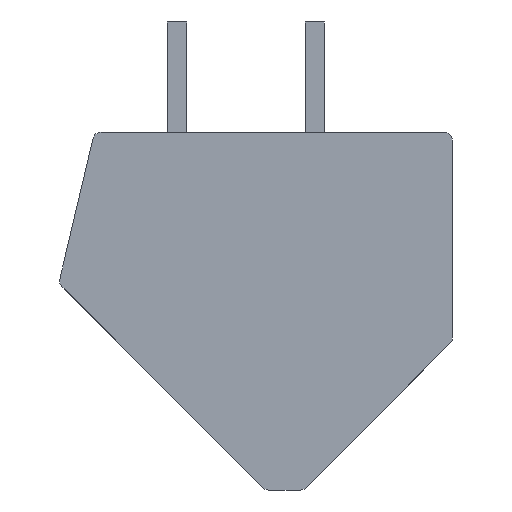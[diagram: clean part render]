
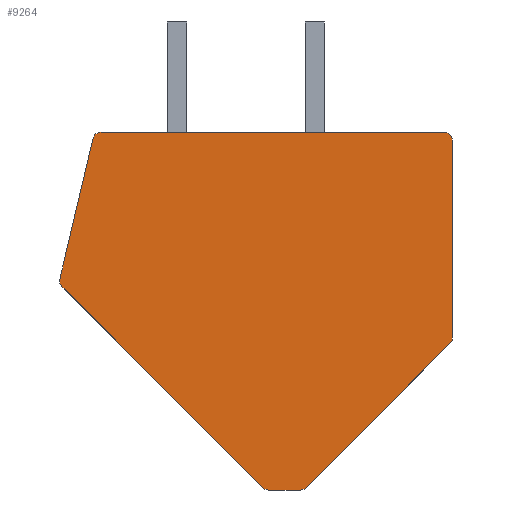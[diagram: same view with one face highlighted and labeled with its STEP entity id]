
A CAD part, front view. The second image highlights one B-rep face of the part: STEP entity #9264.
In plain terms, the highlighted planar face has unit normal (0, -1, 0).
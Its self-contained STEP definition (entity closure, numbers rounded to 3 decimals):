
#1703=CARTESIAN_POINT('',(1.626,-3.54,-6.2));
#1704=DIRECTION('',(0.,-1.,0.));
#1705=DIRECTION('',(0.,0.,-1.));
#1706=AXIS2_PLACEMENT_3D('',#1703,#1704,#1705);
#1708=DIRECTION('',(1.,0.,0.));
#1709=VECTOR('',#1708,1.151);
#1710=CARTESIAN_POINT('',(0.474,-3.54,-6.5));
#1711=LINE('',#1710,#1709);
#1712=CARTESIAN_POINT('',(0.474,-3.54,-6.2));
#1713=DIRECTION('',(0.,-1.,0.));
#1714=DIRECTION('',(-0.707,0.,-0.707));
#1715=AXIS2_PLACEMENT_3D('',#1712,#1713,#1714);
#1717=DIRECTION('',(0.707,0.,-0.707));
#1718=VECTOR('',#1717,10.315);
#1719=CARTESIAN_POINT('',(-7.032,-3.54,0.882));
#1720=LINE('',#1719,#1718);
#1721=CARTESIAN_POINT('',(-6.82,-3.54,1.094));
#1722=DIRECTION('',(0.,-1.,0.));
#1723=DIRECTION('',(-0.973,0.,0.23));
#1724=AXIS2_PLACEMENT_3D('',#1721,#1722,#1723);
#1726=DIRECTION('',(-0.23,0.,-0.973));
#1727=VECTOR('',#1726,5.247);
#1728=CARTESIAN_POINT('',(-5.905,-3.54,6.269));
#1729=LINE('',#1728,#1727);
#1730=CARTESIAN_POINT('',(-5.613,-3.54,6.2));
#1731=DIRECTION('',(0.,-1.,0.));
#1732=DIRECTION('',(0.,0.,1.));
#1733=AXIS2_PLACEMENT_3D('',#1730,#1731,#1732);
#1735=DIRECTION('',(-1.,0.,0.));
#1736=VECTOR('',#1735,12.463);
#1737=CARTESIAN_POINT('',(6.85,-3.54,6.5));
#1738=LINE('',#1737,#1736);
#1739=CARTESIAN_POINT('',(6.85,-3.54,6.2));
#1740=DIRECTION('',(0.,-1.,0.));
#1741=DIRECTION('',(1.,0.,0.));
#1742=AXIS2_PLACEMENT_3D('',#1739,#1740,#1741);
#1744=DIRECTION('',(0.,0.,1.));
#1745=VECTOR('',#1744,7.176);
#1746=CARTESIAN_POINT('',(7.15,-3.54,-0.976));
#1747=LINE('',#1746,#1745);
#1748=CARTESIAN_POINT('',(6.85,-3.54,-0.976));
#1749=DIRECTION('',(0.,-1.,0.));
#1750=DIRECTION('',(0.707,0.,-0.707));
#1751=AXIS2_PLACEMENT_3D('',#1748,#1749,#1750);
#1753=DIRECTION('',(0.707,0.,0.707));
#1754=VECTOR('',#1753,7.388);
#1755=CARTESIAN_POINT('',(1.838,-3.54,-6.412));
#1756=LINE('',#1755,#1754);
#6101=CARTESIAN_POINT('',(1.626,-3.54,-6.5));
#6102=CARTESIAN_POINT('',(1.838,-3.54,-6.412));
#6103=VERTEX_POINT('',#6101);
#6104=VERTEX_POINT('',#6102);
#6105=CARTESIAN_POINT('',(7.062,-3.54,-1.188));
#6106=VERTEX_POINT('',#6105);
#6107=CARTESIAN_POINT('',(7.15,-3.54,-0.976));
#6108=VERTEX_POINT('',#6107);
#6109=CARTESIAN_POINT('',(7.15,-3.54,6.2));
#6110=VERTEX_POINT('',#6109);
#6111=CARTESIAN_POINT('',(6.85,-3.54,6.5));
#6112=VERTEX_POINT('',#6111);
#6113=CARTESIAN_POINT('',(-5.613,-3.54,6.5));
#6114=VERTEX_POINT('',#6113);
#6115=CARTESIAN_POINT('',(-5.905,-3.54,6.269));
#6116=VERTEX_POINT('',#6115);
#6117=CARTESIAN_POINT('',(-7.112,-3.54,1.163));
#6118=VERTEX_POINT('',#6117);
#6119=CARTESIAN_POINT('',(-7.032,-3.54,0.882));
#6120=VERTEX_POINT('',#6119);
#6121=CARTESIAN_POINT('',(0.262,-3.54,-6.412));
#6122=VERTEX_POINT('',#6121);
#6123=CARTESIAN_POINT('',(0.474,-3.54,-6.5));
#6124=VERTEX_POINT('',#6123);
#9245=CARTESIAN_POINT('',(0.,-3.54,0.));
#9246=DIRECTION('',(0.,-1.,0.));
#9247=DIRECTION('',(-1.,0.,0.));
#9248=AXIS2_PLACEMENT_3D('',#9245,#9246,#9247);
#9249=PLANE('',#9248);
#9250=ORIENTED_EDGE('',*,*,#8084,.F.);
#9251=ORIENTED_EDGE('',*,*,#8099,.F.);
#9252=ORIENTED_EDGE('',*,*,#8113,.F.);
#9253=ORIENTED_EDGE('',*,*,#8127,.F.);
#9254=ORIENTED_EDGE('',*,*,#8541,.F.);
#9255=ORIENTED_EDGE('',*,*,#8555,.F.);
#9256=ORIENTED_EDGE('',*,*,#8569,.F.);
#9257=ORIENTED_EDGE('',*,*,#8583,.F.);
#9258=ORIENTED_EDGE('',*,*,#8997,.F.);
#9259=ORIENTED_EDGE('',*,*,#9011,.F.);
#9260=ORIENTED_EDGE('',*,*,#9025,.F.);
#9261=ORIENTED_EDGE('',*,*,#9038,.F.);
#9262=EDGE_LOOP('',(#9250,#9251,#9252,#9253,#9254,#9255,#9256,#9257,#9258,#9259,
#9260,#9261));
#9263=FACE_OUTER_BOUND('',#9262,.F.);
#9264=ADVANCED_FACE('',(#9263),#9249,.T.);
#1707=CIRCLE('',#1706,0.3);
#1716=CIRCLE('',#1715,0.3);
#1725=CIRCLE('',#1724,0.3);
#1734=CIRCLE('',#1733,0.3);
#1743=CIRCLE('',#1742,0.3);
#1752=CIRCLE('',#1751,0.3);
#8084=EDGE_CURVE('',#6103,#6104,#1707,.T.);
#8099=EDGE_CURVE('',#6124,#6103,#1711,.T.);
#8113=EDGE_CURVE('',#6122,#6124,#1716,.T.);
#8127=EDGE_CURVE('',#6120,#6122,#1720,.T.);
#8541=EDGE_CURVE('',#6118,#6120,#1725,.T.);
#8555=EDGE_CURVE('',#6116,#6118,#1729,.T.);
#8569=EDGE_CURVE('',#6114,#6116,#1734,.T.);
#8583=EDGE_CURVE('',#6112,#6114,#1738,.T.);
#8997=EDGE_CURVE('',#6110,#6112,#1743,.T.);
#9011=EDGE_CURVE('',#6108,#6110,#1747,.T.);
#9025=EDGE_CURVE('',#6106,#6108,#1752,.T.);
#9038=EDGE_CURVE('',#6104,#6106,#1756,.T.);
